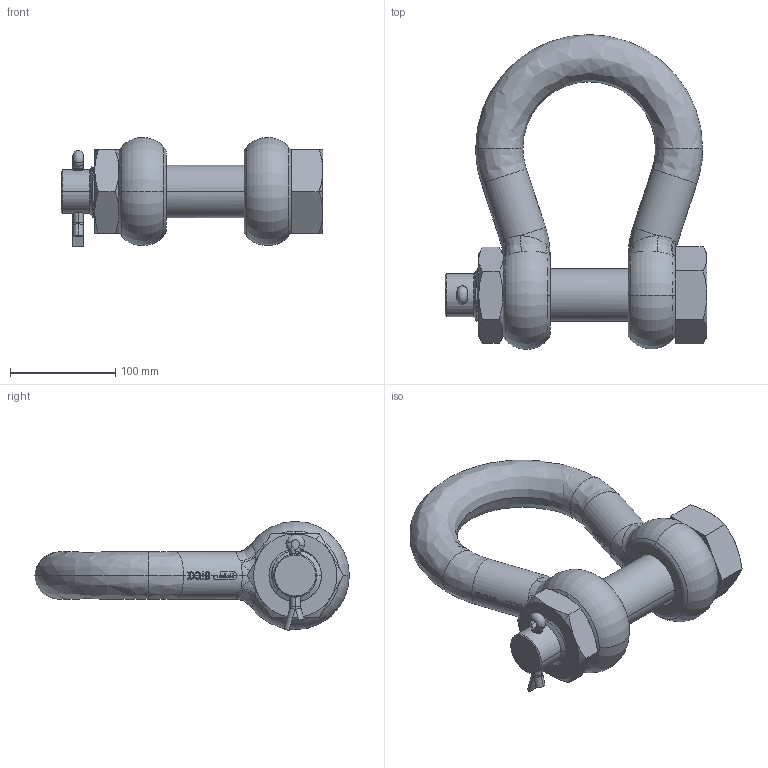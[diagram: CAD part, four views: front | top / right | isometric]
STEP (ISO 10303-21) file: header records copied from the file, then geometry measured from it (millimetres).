
FILE_DESCRIPTION(('STEP AP214'),'1');
FILE_NAME('sughmb45.stp','2017-03-31T06:21:12',('TraceParts'),('TraceParts S.A.'),'Spatial InterOp 3D',' ',' ');
FILE_SCHEMA(('automotive_design'));
Length unit declared in the file: millimetre
Products named in the file (4): sughmb45_1; sughmb45_2; sughmb45_3; sughmb45_4
Bounding box: 249 x 299.5 x 103.87 mm (x, y, z)
Volume: 1846524 mm3; surface area: 199704.9 mm2
Topology: 4 solids, 4 shells, 839 faces, 2315 edges, 1506 vertices
Faces by surface type: bspline 337, plane 331, cylinder 133, cone 28, torus 10
Entity records: 39177 total; most frequent: CARTESIAN_POINT 21058, ORIENTED_EDGE 4614, DIRECTION 2431, EDGE_CURVE 2307, VERTEX_POINT 1506, LINE 1093, VECTOR 1093, EDGE_LOOP 877
